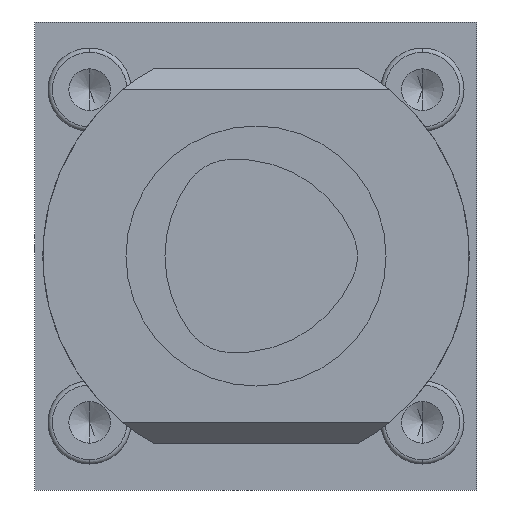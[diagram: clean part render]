
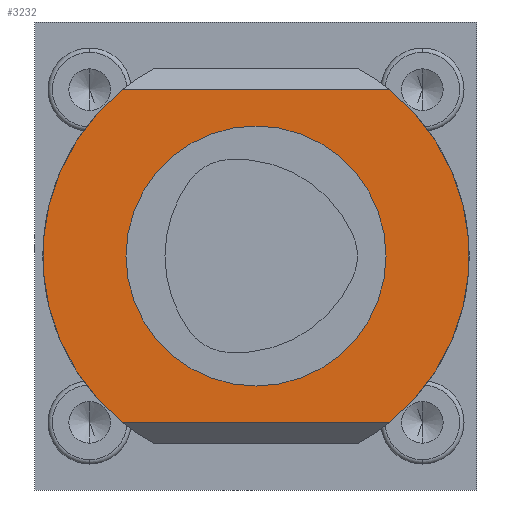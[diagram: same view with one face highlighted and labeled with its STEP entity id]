
A CAD part, left-side view. The second image highlights one B-rep face of the part: STEP entity #3232.
In plain terms, the highlighted planar face has unit normal (-1, 0, 0).
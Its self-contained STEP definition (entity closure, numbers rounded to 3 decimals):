
#731=DIRECTION('',(0.,-1.,0.));
#732=VECTOR('',#731,51.264);
#733=CARTESIAN_POINT('',(-79.5,25.632,32.));
#734=LINE('',#733,#732);
#735=CARTESIAN_POINT('',(-79.5,0.,0.));
#736=DIRECTION('',(-1.,0.,0.));
#737=DIRECTION('',(0.,-0.625,-0.78));
#738=AXIS2_PLACEMENT_3D('',#735,#736,#737);
#740=DIRECTION('',(0.,1.,0.));
#741=VECTOR('',#740,51.264);
#742=CARTESIAN_POINT('',(-79.5,-25.632,-32.));
#743=LINE('',#742,#741);
#744=CARTESIAN_POINT('',(-79.5,0.,0.));
#745=DIRECTION('',(-1.,0.,0.));
#746=DIRECTION('',(0.,0.625,0.78));
#747=AXIS2_PLACEMENT_3D('',#744,#745,#746);
#749=CARTESIAN_POINT('',(-79.5,0.,0.));
#750=DIRECTION('',(1.,0.,0.));
#751=DIRECTION('',(0.,-1.,0.));
#752=AXIS2_PLACEMENT_3D('',#749,#750,#751);
#762=CARTESIAN_POINT('',(-79.5,0.,0.));
#763=DIRECTION('',(-1.,0.,0.));
#764=DIRECTION('',(0.,-1.,0.));
#765=AXIS2_PLACEMENT_3D('',#762,#763,#764);
#1825=CARTESIAN_POINT('',(-79.5,-25.,0.));
#1827=VERTEX_POINT('',#1825);
#1829=CARTESIAN_POINT('',(-79.5,25.,0.));
#1831=VERTEX_POINT('',#1829);
#1833=CARTESIAN_POINT('',(-79.5,25.632,32.));
#1834=CARTESIAN_POINT('',(-79.5,-25.632,32.));
#1835=VERTEX_POINT('',#1833);
#1836=VERTEX_POINT('',#1834);
#1837=CARTESIAN_POINT('',(-79.5,-25.632,-32.));
#1838=CARTESIAN_POINT('',(-79.5,25.632,-32.));
#1839=VERTEX_POINT('',#1837);
#1840=VERTEX_POINT('',#1838);
#3215=CARTESIAN_POINT('',(-79.5,0.,0.));
#3216=DIRECTION('',(1.,0.,0.));
#3217=DIRECTION('',(0.,1.,0.));
#3218=AXIS2_PLACEMENT_3D('',#3215,#3216,#3217);
#3219=PLANE('',#3218);
#3220=ORIENTED_EDGE('',*,*,#3209,.T.);
#3221=ORIENTED_EDGE('',*,*,#3110,.F.);
#3222=ORIENTED_EDGE('',*,*,#3154,.T.);
#3223=ORIENTED_EDGE('',*,*,#3169,.F.);
#3224=EDGE_LOOP('',(#3220,#3221,#3222,#3223));
#3225=FACE_OUTER_BOUND('',#3224,.F.);
#3227=ORIENTED_EDGE('',*,*,#3226,.F.);
#3229=ORIENTED_EDGE('',*,*,#3228,.T.);
#3230=EDGE_LOOP('',(#3227,#3229));
#3231=FACE_BOUND('',#3230,.F.);
#3232=ADVANCED_FACE('',(#3225,#3231),#3219,.F.);
#739=CIRCLE('',#738,41.);
#748=CIRCLE('',#747,41.);
#753=CIRCLE('',#752,25.);
#766=CIRCLE('',#765,25.);
#3110=EDGE_CURVE('',#1839,#1836,#739,.T.);
#3154=EDGE_CURVE('',#1839,#1840,#743,.T.);
#3169=EDGE_CURVE('',#1835,#1840,#748,.T.);
#3209=EDGE_CURVE('',#1835,#1836,#734,.T.);
#3226=EDGE_CURVE('',#1827,#1831,#753,.T.);
#3228=EDGE_CURVE('',#1827,#1831,#766,.T.);
